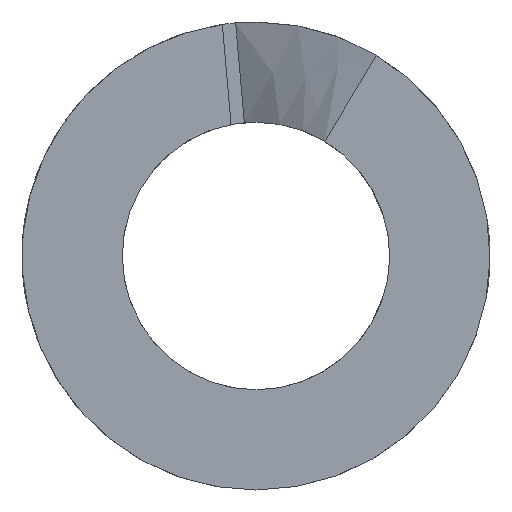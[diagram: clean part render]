
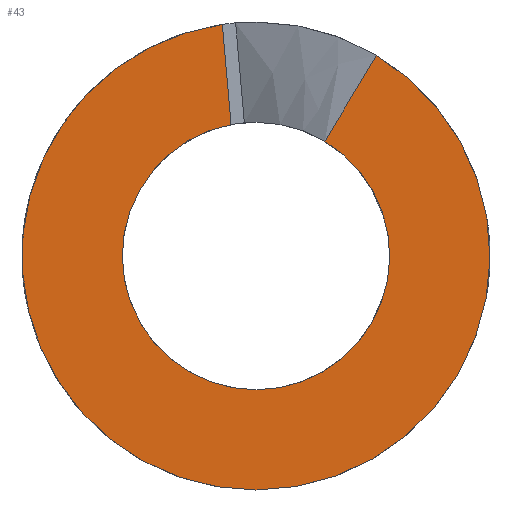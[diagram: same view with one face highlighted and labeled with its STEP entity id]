
A CAD part, left-side view. The second image highlights one B-rep face of the part: STEP entity #43.
In plain terms, the highlighted planar face has unit normal (-1, 0, 0).
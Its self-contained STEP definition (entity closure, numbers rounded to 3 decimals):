
#20 = CARTESIAN_POINT ( 'NONE',  ( -2., -2.702, 4.501 ) ) ;
#43 = ADVANCED_FACE ( 'NONE', ( #708 ), #921, .F. ) ;
#69 = CARTESIAN_POINT ( 'NONE',  ( -2., 0.299, -0.026 ) ) ;
#117 = VERTEX_POINT ( 'NONE', #156 ) ;
#123 = CARTESIAN_POINT ( 'NONE',  ( -2., 0., 0. ) ) ;
#131 = DIRECTION ( 'NONE',  ( 0., 0., -1. ) ) ;
#140 = CIRCLE ( 'NONE', #428, 3. ) ;
#152 = VERTEX_POINT ( 'NONE', #508 ) ;
#156 = CARTESIAN_POINT ( 'NONE',  ( -2., -2.702, 4.501 ) ) ;
#171 = ORIENTED_EDGE ( 'NONE', *, *, #819, .F. ) ;
#176 = CARTESIAN_POINT ( 'NONE',  ( -2., -1.544, 2.572 ) ) ;
#217 = DIRECTION ( 'NONE',  ( 1., 0., 0. ) ) ;
#220 = EDGE_CURVE ( 'NONE', #152, #364, #594, .T. ) ;
#242 = CIRCLE ( 'NONE', #561, 5.25 ) ;
#254 = DIRECTION ( 'NONE',  ( 0., 0., -1. ) ) ;
#259 = CARTESIAN_POINT ( 'NONE',  ( -2., 0.756, 5.195 ) ) ;
#273 = DIRECTION ( 'NONE',  ( 0., 0., -1. ) ) ;
#358 = EDGE_CURVE ( 'NONE', #673, #364, #242, .T. ) ;
#364 = VERTEX_POINT ( 'NONE', #259 ) ;
#383 = ORIENTED_EDGE ( 'NONE', *, *, #620, .F. ) ;
#390 = EDGE_CURVE ( 'NONE', #574, #152, #593, .T. ) ;
#397 = VECTOR ( 'NONE', #651, 1000. ) ;
#398 = CARTESIAN_POINT ( 'NONE',  ( -2., 0., -3. ) ) ;
#420 = DIRECTION ( 'NONE',  ( 0., 0., -1. ) ) ;
#428 = AXIS2_PLACEMENT_3D ( 'NONE', #544, #547, #808 ) ;
#458 = AXIS2_PLACEMENT_3D ( 'NONE', #123, #713, #131 ) ;
#459 = AXIS2_PLACEMENT_3D ( 'NONE', #774, #929, #273 ) ;
#489 = CARTESIAN_POINT ( 'NONE',  ( -2., 0., 0. ) ) ;
#508 = CARTESIAN_POINT ( 'NONE',  ( -2., 0.559, 2.947 ) ) ;
#513 = ORIENTED_EDGE ( 'NONE', *, *, #220, .T. ) ;
#534 = ORIENTED_EDGE ( 'NONE', *, *, #601, .T. ) ;
#544 = CARTESIAN_POINT ( 'NONE',  ( -2., 0., 0. ) ) ;
#547 = DIRECTION ( 'NONE',  ( 1., 0., 0. ) ) ;
#561 = AXIS2_PLACEMENT_3D ( 'NONE', #489, #786, #254 ) ;
#574 = VERTEX_POINT ( 'NONE', #398 ) ;
#577 = CIRCLE ( 'NONE', #768, 5.25 ) ;
#586 =( BOUNDED_CURVE ( )  B_SPLINE_CURVE ( 1, ( #611, #20 ),
 .UNSPECIFIED., .F., .F. ) 
 B_SPLINE_CURVE_WITH_KNOTS ( ( 2, 2 ),
 ( 0., 0.002 ),
 .UNSPECIFIED. ) 
 CURVE ( )  GEOMETRIC_REPRESENTATION_ITEM ( )  RATIONAL_B_SPLINE_CURVE ( ( 0.995, 0.995 ) ) 
 REPRESENTATION_ITEM ( '' )  );
#593 = CIRCLE ( 'NONE', #458, 3. ) ;
#594 = LINE ( 'NONE', #69, #397 ) ;
#601 = EDGE_CURVE ( 'NONE', #943, #574, #140, .T. ) ;
#611 = CARTESIAN_POINT ( 'NONE',  ( -2., -1.544, 2.572 ) ) ;
#620 = EDGE_CURVE ( 'NONE', #117, #673, #577, .T. ) ;
#651 = DIRECTION ( 'NONE',  ( 0., 0.087, 0.996 ) ) ;
#673 = VERTEX_POINT ( 'NONE', #945 ) ;
#697 = ORIENTED_EDGE ( 'NONE', *, *, #390, .T. ) ;
#708 = FACE_OUTER_BOUND ( 'NONE', #841, .T. ) ;
#713 = DIRECTION ( 'NONE',  ( 1., 0., 0. ) ) ;
#768 = AXIS2_PLACEMENT_3D ( 'NONE', #803, #217, #420 ) ;
#774 = CARTESIAN_POINT ( 'NONE',  ( -2., 0., 0. ) ) ;
#786 = DIRECTION ( 'NONE',  ( 1., 0., 0. ) ) ;
#803 = CARTESIAN_POINT ( 'NONE',  ( -2., 0., 0. ) ) ;
#808 = DIRECTION ( 'NONE',  ( 0., 0., -1. ) ) ;
#811 = ORIENTED_EDGE ( 'NONE', *, *, #358, .F. ) ;
#819 = EDGE_CURVE ( 'NONE', #943, #117, #586, .T. ) ;
#841 = EDGE_LOOP ( 'NONE', ( #171, #534, #697, #513, #811, #383 ) ) ;
#921 = PLANE ( 'NONE',  #459 ) ;
#929 = DIRECTION ( 'NONE',  ( 1., 0., 0. ) ) ;
#943 = VERTEX_POINT ( 'NONE', #176 ) ;
#945 = CARTESIAN_POINT ( 'NONE',  ( -2., 0., -5.25 ) ) ;
